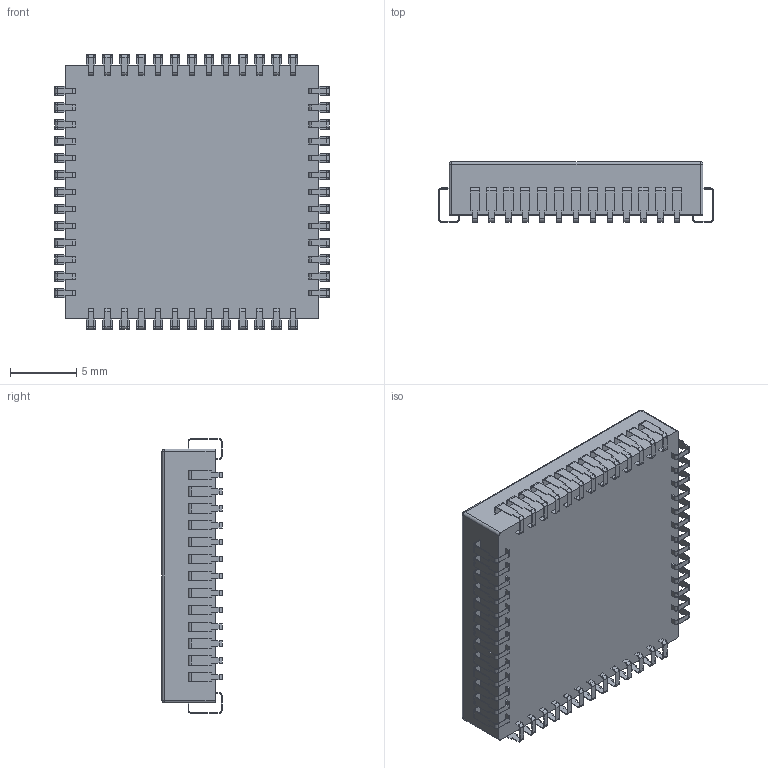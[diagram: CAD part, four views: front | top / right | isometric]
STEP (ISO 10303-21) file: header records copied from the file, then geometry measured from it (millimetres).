
FILE_DESCRIPTION (( 'STEP AP214' ), '1' );
FILE_NAME ('D9123DB9-9133-4BF4-AAC3-0F3E22E9E1BC.STEP', '2008-06-27T15:12:52', ( 'sysAdmin' ), ( 'SolidWorks' ), 'SwSTEP 2.0', 'SolidWorks 2008', '' );
FILE_SCHEMA (( 'AUTOMOTIVE_DESIGN' ));
Length unit declared in the file: millimetre
Products named in the file (1): D9123DB9-9133-4BF4-AAC3-0F3E22E9E1BC
Bounding box: 20.65 x 4.53 x 20.65 mm (x, y, z)
Volume: 1465.5 mm3; surface area: 1332.6 mm2
Topology: 1 solids, 1 shells, 1058 faces, 3160 edges, 2100 vertices
Faces by surface type: plane 734, cylinder 320, sphere 4
Entity records: 35833 total; most frequent: CARTESIAN_POINT 6315, ORIENTED_EDGE 6312, DIRECTION 5914, EDGE_CURVE 3156, VECTOR 2516, LINE 2516, VERTEX_POINT 2100, AXIS2_PLACEMENT_3D 1699
